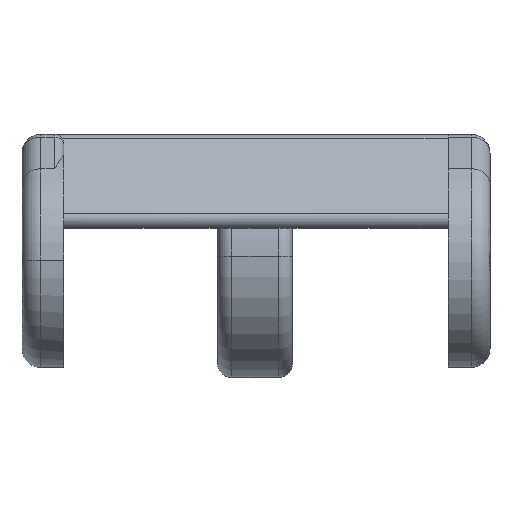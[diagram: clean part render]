
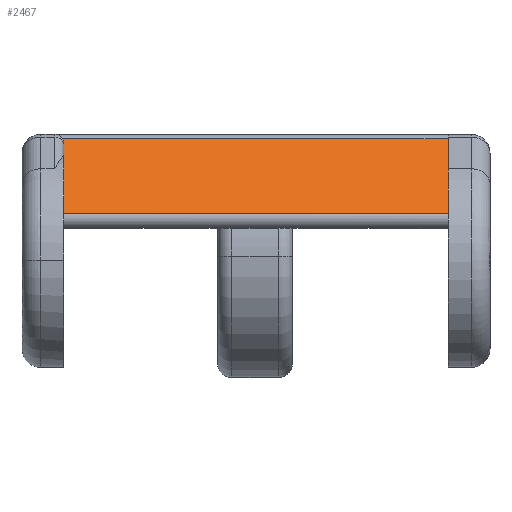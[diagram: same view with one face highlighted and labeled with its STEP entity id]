
A CAD part, top view. The second image highlights one B-rep face of the part: STEP entity #2467.
In plain terms, the highlighted planar face has unit normal (0, 0.574, 0.819).
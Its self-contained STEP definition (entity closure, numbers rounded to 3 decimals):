
#36 = VECTOR ( 'NONE', #2389, 1000. ) ;
#130 = LINE ( 'NONE', #532, #1088 ) ;
#259 = DIRECTION ( 'NONE',  ( 0., -0.574, -0.819 ) ) ;
#437 = CARTESIAN_POINT ( 'NONE',  ( -8.447, 4.979, -17.142 ) ) ;
#454 = FACE_OUTER_BOUND ( 'NONE', #1950, .T. ) ;
#532 = CARTESIAN_POINT ( 'NONE',  ( -9.447, 12.979, -22.744 ) ) ;
#571 = CARTESIAN_POINT ( 'NONE',  ( -8.652, 4.979, -17.142 ) ) ;
#610 = CARTESIAN_POINT ( 'NONE',  ( -8.447, 12.405, -22.342 ) ) ;
#891 = CARTESIAN_POINT ( 'NONE',  ( -8.447, 6.533, -18.23 ) ) ;
#1076 = VECTOR ( 'NONE', #2073, 1000. ) ;
#1088 = VECTOR ( 'NONE', #2168, 1000. ) ;
#1115 = CARTESIAN_POINT ( 'NONE',  ( -8.447, 13.405, -23.042 ) ) ;
#1227 = CARTESIAN_POINT ( 'NONE',  ( -8.447, 12.405, -22.342 ) ) ;
#1233 = LINE ( 'NONE', #3665, #36 ) ;
#1444 = CARTESIAN_POINT ( 'NONE',  ( 32.753, 12.979, -22.744 ) ) ;
#1468 = CARTESIAN_POINT ( 'NONE',  ( -8.627, 12.979, -22.744 ) ) ;
#1819 = CARTESIAN_POINT ( 'NONE',  ( 32.753, 4.979, -17.142 ) ) ;
#1879 = EDGE_CURVE ( 'NONE', #2404, #2866, #130, .T. ) ;
#1950 = EDGE_LOOP ( 'NONE', ( #2187, #4047, #5118, #3141, #3195, #3193 ) ) ;
#2073 = DIRECTION ( 'NONE',  ( 1., 0., 0. ) ) ;
#2090 = PLANE ( 'NONE',  #3407 ) ;
#2095 = LINE ( 'NONE', #437, #1076 ) ;
#2105 = CARTESIAN_POINT ( 'NONE',  ( -8.652, 4.979, -17.142 ) ) ;
#2168 = DIRECTION ( 'NONE',  ( -1., 0., 0. ) ) ;
#2187 = ORIENTED_EDGE ( 'NONE', *, *, #4346, .T. ) ;
#2382 = DIRECTION ( 'NONE',  ( 0., 0.819, -0.574 ) ) ;
#2389 = DIRECTION ( 'NONE',  ( 0., 0.819, -0.574 ) ) ;
#2404 = VERTEX_POINT ( 'NONE', #1444 ) ;
#2406 = EDGE_CURVE ( 'NONE', #5143, #2657, #3066, .T. ) ;
#2467 = ADVANCED_FACE ( 'NONE', ( #454 ), #2090, .F. ) ;
#2545 = CARTESIAN_POINT ( 'NONE',  ( -8.447, 13.405, -23.042 ) ) ;
#2657 = VERTEX_POINT ( 'NONE', #1227 ) ;
#2678 =( BOUNDED_CURVE ( )  B_SPLINE_CURVE ( 3, ( #3350, #891, #4650, #571 ),
 .UNSPECIFIED., .F., .T. ) 
 B_SPLINE_CURVE_WITH_KNOTS ( ( 4, 4 ),
 ( 4.712, 5.366 ),
 .UNSPECIFIED. ) 
 CURVE ( )  GEOMETRIC_REPRESENTATION_ITEM ( )  RATIONAL_B_SPLINE_CURVE ( ( 1., 0.965, 0.965, 1. ) ) 
 REPRESENTATION_ITEM ( '' )  );
#2866 = VERTEX_POINT ( 'NONE', #1468 ) ;
#3066 = LINE ( 'NONE', #2545, #4759 ) ;
#3141 = ORIENTED_EDGE ( 'NONE', *, *, #2406, .F. ) ;
#3193 = ORIENTED_EDGE ( 'NONE', *, *, #5198, .T. ) ;
#3195 = ORIENTED_EDGE ( 'NONE', *, *, #4020, .T. ) ;
#3224 =( BOUNDED_CURVE ( )  B_SPLINE_CURVE ( 3, ( #5088, #3468, #4260, #610 ),
 .UNSPECIFIED., .F., .T. ) 
 B_SPLINE_CURVE_WITH_KNOTS ( ( 4, 4 ),
 ( 0.96, 1.571 ),
 .UNSPECIFIED. ) 
 CURVE ( )  GEOMETRIC_REPRESENTATION_ITEM ( )  RATIONAL_B_SPLINE_CURVE ( ( 1., 0.969, 0.969, 1. ) ) 
 REPRESENTATION_ITEM ( '' )  );
#3350 = CARTESIAN_POINT ( 'NONE',  ( -8.447, 7.425, -18.855 ) ) ;
#3407 = AXIS2_PLACEMENT_3D ( 'NONE', #1115, #259, #2382 ) ;
#3468 = CARTESIAN_POINT ( 'NONE',  ( -8.509, 12.809, -22.625 ) ) ;
#3665 = CARTESIAN_POINT ( 'NONE',  ( 32.753, 13.405, -23.042 ) ) ;
#3733 = EDGE_CURVE ( 'NONE', #2866, #2657, #3224, .T. ) ;
#3996 = CARTESIAN_POINT ( 'NONE',  ( -8.447, 7.425, -18.855 ) ) ;
#4020 = EDGE_CURVE ( 'NONE', #5143, #4882, #2678, .T. ) ;
#4047 = ORIENTED_EDGE ( 'NONE', *, *, #1879, .T. ) ;
#4170 = DIRECTION ( 'NONE',  ( 0., 0.819, -0.574 ) ) ;
#4260 = CARTESIAN_POINT ( 'NONE',  ( -8.447, 12.612, -22.487 ) ) ;
#4346 = EDGE_CURVE ( 'NONE', #4927, #2404, #1233, .T. ) ;
#4650 = CARTESIAN_POINT ( 'NONE',  ( -8.518, 5.688, -17.638 ) ) ;
#4759 = VECTOR ( 'NONE', #4170, 1000. ) ;
#4882 = VERTEX_POINT ( 'NONE', #2105 ) ;
#4927 = VERTEX_POINT ( 'NONE', #1819 ) ;
#5088 = CARTESIAN_POINT ( 'NONE',  ( -8.627, 12.979, -22.744 ) ) ;
#5118 = ORIENTED_EDGE ( 'NONE', *, *, #3733, .T. ) ;
#5143 = VERTEX_POINT ( 'NONE', #3996 ) ;
#5198 = EDGE_CURVE ( 'NONE', #4882, #4927, #2095, .T. ) ;
